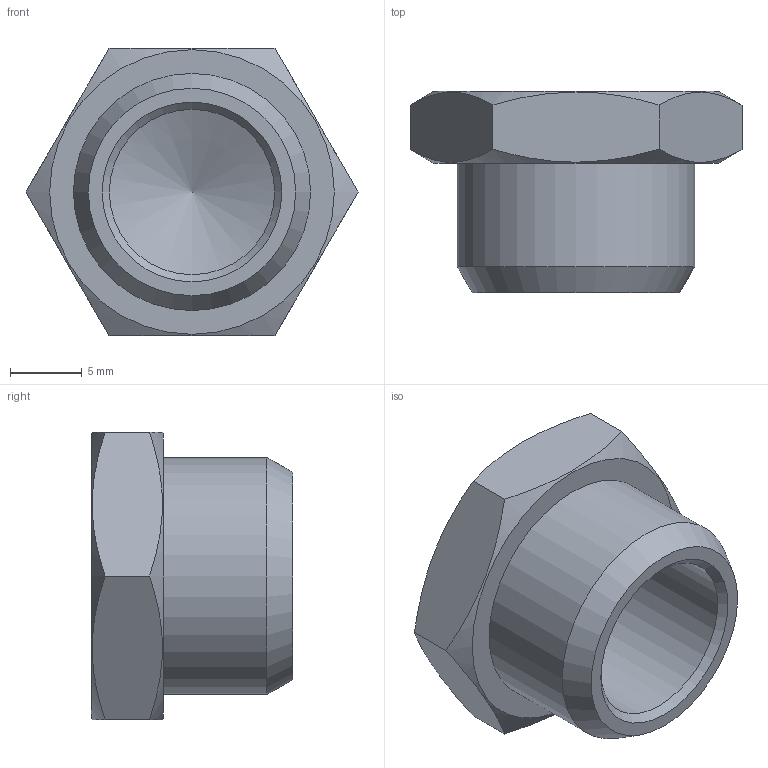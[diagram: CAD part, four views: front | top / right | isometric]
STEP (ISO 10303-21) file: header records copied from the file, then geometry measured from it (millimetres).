
FILE_DESCRIPTION(( 'RAL.19.00.38.stp' ), '1');
FILE_NAME( 'RAL.19.00.38.stp', '2021-02-22T10:31:40',( 'Sopra'),('sopra-pneumatic.com'), 'SwSTEP 2.0','SolidWorks 2009','' );
FILE_SCHEMA( ( 'CONFIG_CONTROL_DESIGN' ) );
Length unit declared in the file: millimetre
Products named in the file (1): Interno
Bounding box: 23.09 x 14 x 20 mm (x, y, z)
Volume: 2516.3 mm3; surface area: 1765.4 mm2
Topology: 1 solids, 1 shells, 16 faces, 38 edges, 25 vertices
Faces by surface type: plane 9, cone 5, cylinder 2
Full cylindrical faces by diameter (mm): 11.5 x1, 16.5 x1
Entity records: 530 total; most frequent: CARTESIAN_POINT 168, ORIENTED_EDGE 60, DIRECTION 56, EDGE_CURVE 30, AXIS2_PLACEMENT_3D 25, VERTEX_POINT 25, EDGE_LOOP 24, FACE_OUTER_BOUND 18
